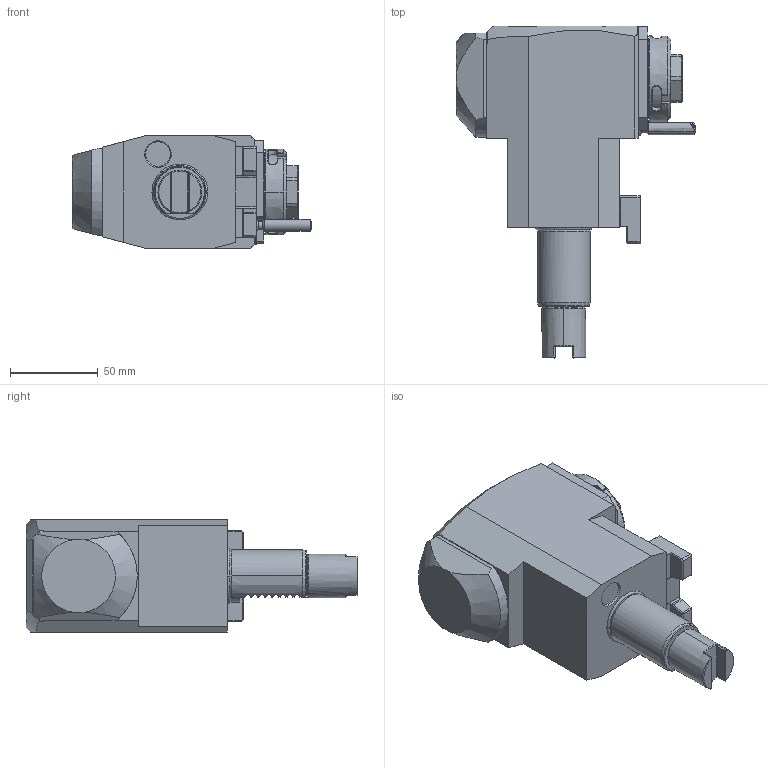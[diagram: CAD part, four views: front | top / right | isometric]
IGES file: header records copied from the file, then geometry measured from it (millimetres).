
Start section:  PTC IGES file: ngt1_30_265_25_1_1_85t.igs
Global section: file name: ngt1_30_265_25_1_1_85t.igs; native system: Pro/ENGINEER by Parametric Technology Corporation; preprocessor: 2010280; author: vali; organization: Unknown; date: 20240327.101221; units: millimetre
Bounding box: 136.88 x 189.5 x 64 mm (x, y, z)
Volume: 688230.7 mm3; surface area: 59168 mm2
Topology: 1 solids, 1 shells, 321 faces, 835 edges, 531 vertices
Faces by surface type: bspline 210, revolution 111
